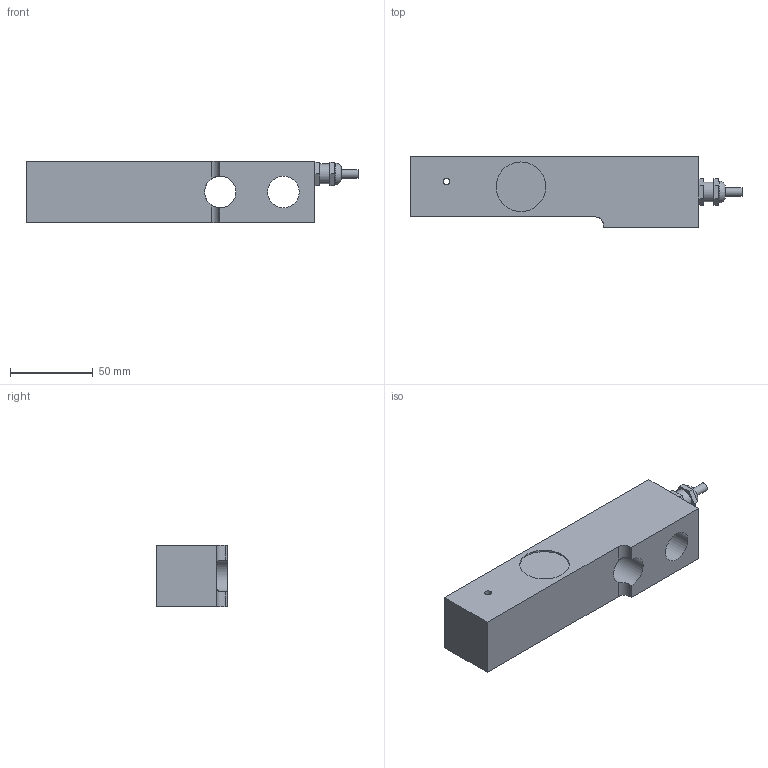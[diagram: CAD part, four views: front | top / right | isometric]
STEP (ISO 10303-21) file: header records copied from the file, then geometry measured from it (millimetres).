
FILE_DESCRIPTION(/* description */ (''),/* implementation_level */ '2;1');
FILE_NAME(/* name */ '563YSMT-10klb v2.step',/* time_stamp */ '2020-02-10T14:13:47-08:00',/* author */ (''),/* organization */ (''),/* preprocessor_version */ 'ST-DEVELOPER v18',/* originating_system */ 'Autodesk Translation Framework v8.12.0.6',/* authorisation */ '');
FILE_SCHEMA (('AUTOMOTIVE_DESIGN { 1 0 10303 214 3 1 1 }'));
Length unit declared in the file: inch
Products named in the file (2): 563YSMT-10klb; Connector
Assembly tree (1 placements, depth 2):
  563YSMT-10klb
    Connector
Bounding box: 200.53 x 42.67 x 37.08 mm (x, y, z)
Volume: 209815.7 mm3; surface area: 36848.4 mm2
Topology: 2 solids, 2 shells, 49 faces, 118 edges, 78 vertices
Faces by surface type: plane 31, cylinder 15, cone 2, bspline 1
Full cylindrical faces by diameter (mm): 4 x2, 5.1 x1, 8 x1, 12 x2, 13 x1, 19.05 x2, 22.352 x1, 30 x2, 35.052 x1
Entity records: 1621 total; most frequent: CARTESIAN_POINT 391, DIRECTION 245, ORIENTED_EDGE 234, EDGE_CURVE 117, AXIS2_PLACEMENT_3D 85, VERTEX_POINT 78, LINE 75, VECTOR 75
